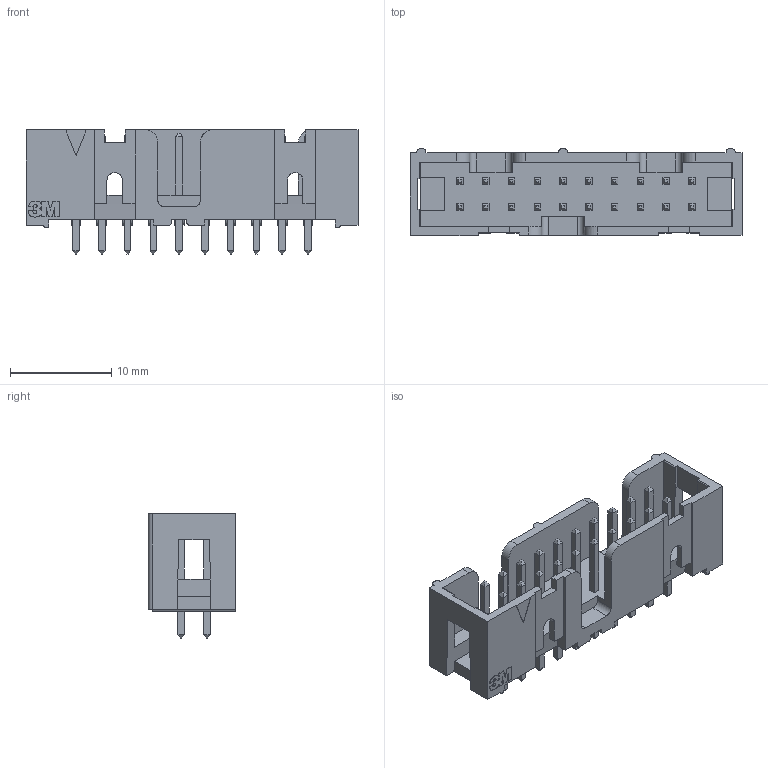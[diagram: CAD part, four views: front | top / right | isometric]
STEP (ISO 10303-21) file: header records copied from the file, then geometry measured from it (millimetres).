
FILE_DESCRIPTION((''),'2;1');
FILE_NAME('3M_2520-6002RB.stp','2008-05-14T18:53:19',(''),(''),'Mechanical Desktop 2008','Mechanical Desktop 2008',', , ');
FILE_SCHEMA(('AUTOMOTIVE_DESIGN { 1 2 10303 214 1 1 1 1 }'));
Length unit declared in the file: millimetre
Products named in the file (1): Product
Bounding box: 32.72 x 8.64 x 12.24 mm (x, y, z)
Volume: 995.3 mm3; surface area: 2166.7 mm2
Topology: 41 solids, 41 shells, 608 faces, 1418 edges, 898 vertices
Faces by surface type: plane 445, bspline 124, cylinder 39
Entity records: 17610 total; most frequent: CARTESIAN_POINT 5349, ORIENTED_EDGE 2836, DIRECTION 1770, EDGE_CURVE 1418, VERTEX_POINT 898, VECTOR 800, LINE 800, EDGE_LOOP 622
